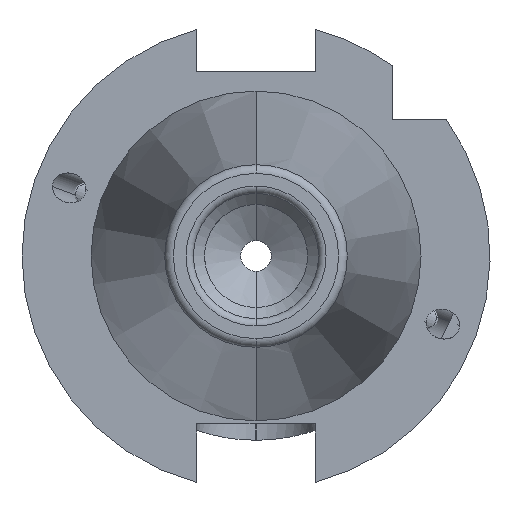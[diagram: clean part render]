
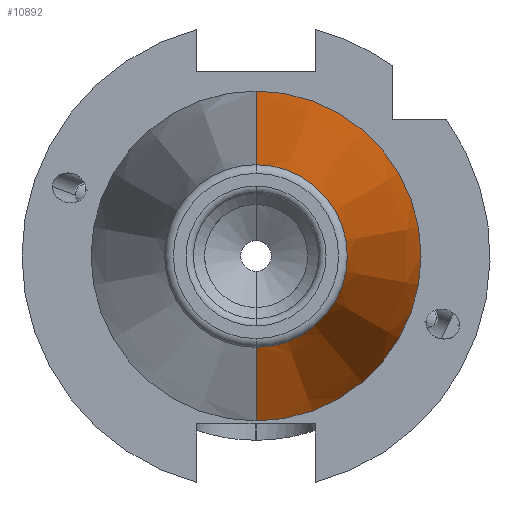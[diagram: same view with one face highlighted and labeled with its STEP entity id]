
A CAD part, left-side view. The second image highlights one B-rep face of the part: STEP entity #10892.
In plain terms, the highlighted conical face has half-angle 8.297 degrees and reference radius 22.4 mm.
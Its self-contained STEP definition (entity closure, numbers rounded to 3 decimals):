
#118 = CONICAL_SURFACE ( 'NONE', #5118, 22.4, 0.145 ) ;
#278 = CARTESIAN_POINT ( 'NONE',  ( 1.2, 0., 22.4 ) ) ;
#307 = DIRECTION ( 'NONE',  ( 0., 0., 1. ) ) ;
#1168 = DIRECTION ( 'NONE',  ( -1., 0., 0. ) ) ;
#1759 = DIRECTION ( 'NONE',  ( 0., 0., -1. ) ) ;
#1891 = EDGE_LOOP ( 'NONE', ( #5955, #4343, #6247, #5776 ) ) ;
#1968 = CIRCLE ( 'NONE', #8217, 22.4 ) ;
#2411 = DIRECTION ( 'NONE',  ( 0.99, 0., -0.144 ) ) ;
#3180 = CARTESIAN_POINT ( 'NONE',  ( 1.2, 0., 22.4 ) ) ;
#3407 = CARTESIAN_POINT ( 'NONE',  ( 1.2, 0., 0. ) ) ;
#4281 = DIRECTION ( 'NONE',  ( 1., 0., 0. ) ) ;
#4343 = ORIENTED_EDGE ( 'NONE', *, *, #7091, .T. ) ;
#4424 = VERTEX_POINT ( 'NONE', #11385 ) ;
#5118 = AXIS2_PLACEMENT_3D ( 'NONE', #3407, #4281, #1759 ) ;
#5144 = VERTEX_POINT ( 'NONE', #9891 ) ;
#5415 = DIRECTION ( 'NONE',  ( 1., 0., 0. ) ) ;
#5466 = LINE ( 'NONE', #3180, #10336 ) ;
#5625 = EDGE_CURVE ( 'NONE', #5144, #7083, #5466, .T. ) ;
#5678 = EDGE_CURVE ( 'NONE', #9243, #4424, #6816, .T. ) ;
#5776 = ORIENTED_EDGE ( 'NONE', *, *, #7132, .T. ) ;
#5955 = ORIENTED_EDGE ( 'NONE', *, *, #5625, .F. ) ;
#6247 = ORIENTED_EDGE ( 'NONE', *, *, #5678, .T. ) ;
#6398 = CARTESIAN_POINT ( 'NONE',  ( 1.2, 0., 0. ) ) ;
#6683 = CIRCLE ( 'NONE', #8245, 12.4 ) ;
#6816 = LINE ( 'NONE', #8735, #9248 ) ;
#7083 = VERTEX_POINT ( 'NONE', #278 ) ;
#7091 = EDGE_CURVE ( 'NONE', #5144, #9243, #6683, .T. ) ;
#7132 = EDGE_CURVE ( 'NONE', #4424, #7083, #1968, .T. ) ;
#7381 = DIRECTION ( 'NONE',  ( 0., 0., 1. ) ) ;
#7987 = FACE_OUTER_BOUND ( 'NONE', #1891, .T. ) ;
#8217 = AXIS2_PLACEMENT_3D ( 'NONE', #6398, #1168, #7381 ) ;
#8245 = AXIS2_PLACEMENT_3D ( 'NONE', #10855, #5415, #307 ) ;
#8735 = CARTESIAN_POINT ( 'NONE',  ( 1.2, 0., -22.4 ) ) ;
#9243 = VERTEX_POINT ( 'NONE', #10174 ) ;
#9248 = VECTOR ( 'NONE', #2411, 1000. ) ;
#9546 = DIRECTION ( 'NONE',  ( 0.99, 0., 0.144 ) ) ;
#9891 = CARTESIAN_POINT ( 'NONE',  ( -67.373, 0., 12.4 ) ) ;
#10174 = CARTESIAN_POINT ( 'NONE',  ( -67.373, 0., -12.4 ) ) ;
#10336 = VECTOR ( 'NONE', #9546, 1000. ) ;
#10855 = CARTESIAN_POINT ( 'NONE',  ( -67.373, 0., 0. ) ) ;
#10892 = ADVANCED_FACE ( 'NONE', ( #7987 ), #118, .T. ) ;
#11385 = CARTESIAN_POINT ( 'NONE',  ( 1.2, 0., -22.4 ) ) ;
